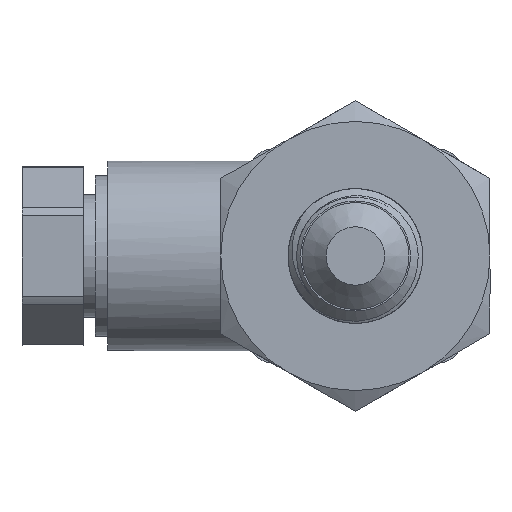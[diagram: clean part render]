
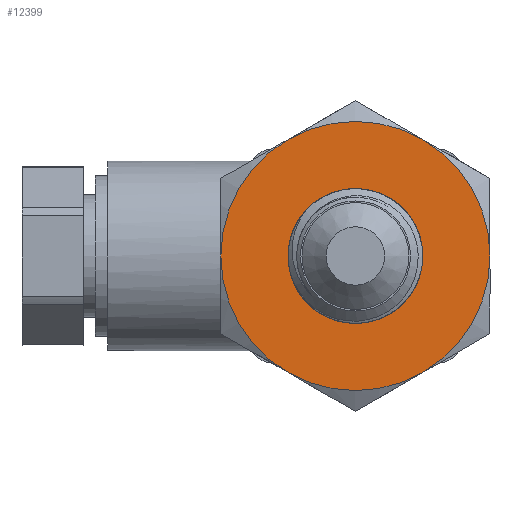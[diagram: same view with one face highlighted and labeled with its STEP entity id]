
A CAD part, left-side view. The second image highlights one B-rep face of the part: STEP entity #12399.
In plain terms, the highlighted planar face has unit normal (-1, 0, 0).
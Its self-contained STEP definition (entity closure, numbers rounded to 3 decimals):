
#452=FACE_BOUND('',#1753,.T.);
#510=PLANE('',#12946);
#1015=FACE_OUTER_BOUND('',#1752,.T.);
#1752=EDGE_LOOP('',(#9885,#9886,#9887,#9888,#9889,#9890));
#1753=EDGE_LOOP('',(#9891));
#2189=CIRCLE('',#12905,11.);
#2190=CIRCLE('',#12907,11.);
#2191=CIRCLE('',#12909,11.);
#2192=CIRCLE('',#12911,11.);
#2193=CIRCLE('',#12913,11.);
#2194=CIRCLE('',#12915,11.);
#2205=CIRCLE('',#12945,5.5);
#5470=VERTEX_POINT('',#24631);
#5471=VERTEX_POINT('',#24635);
#5473=VERTEX_POINT('',#24642);
#5475=VERTEX_POINT('',#24652);
#5477=VERTEX_POINT('',#24665);
#5479=VERTEX_POINT('',#24675);
#5496=VERTEX_POINT('',#25315);
#7022=EDGE_CURVE('',#5470,#5471,#2189,.T.);
#7025=EDGE_CURVE('',#5473,#5470,#2190,.T.);
#7028=EDGE_CURVE('',#5475,#5473,#2191,.T.);
#7030=EDGE_CURVE('',#5477,#5475,#2192,.T.);
#7033=EDGE_CURVE('',#5479,#5477,#2193,.T.);
#7036=EDGE_CURVE('',#5471,#5479,#2194,.T.);
#7073=EDGE_CURVE('',#5496,#5496,#2205,.T.);
#9885=ORIENTED_EDGE('',*,*,#7036,.T.);
#9886=ORIENTED_EDGE('',*,*,#7033,.T.);
#9887=ORIENTED_EDGE('',*,*,#7030,.T.);
#9888=ORIENTED_EDGE('',*,*,#7028,.T.);
#9889=ORIENTED_EDGE('',*,*,#7025,.T.);
#9890=ORIENTED_EDGE('',*,*,#7022,.T.);
#9891=ORIENTED_EDGE('',*,*,#7073,.T.);
#12399=ADVANCED_FACE('',(#1015,#452),#510,.T.);
#12905=AXIS2_PLACEMENT_3D('',#24639,#13855,#13856);
#12907=AXIS2_PLACEMENT_3D('',#24649,#13859,#13860);
#12909=AXIS2_PLACEMENT_3D('',#24659,#13863,#13864);
#12911=AXIS2_PLACEMENT_3D('',#24666,#13867,#13868);
#12913=AXIS2_PLACEMENT_3D('',#24676,#13871,#13872);
#12915=AXIS2_PLACEMENT_3D('',#24685,#13875,#13876);
#12945=AXIS2_PLACEMENT_3D('',#25317,#13944,#13945);
#12946=AXIS2_PLACEMENT_3D('',#25318,#13946,#13947);
#13855=DIRECTION('center_axis',(-1.,0.,0.));
#13856=DIRECTION('ref_axis',(0.,1.,0.));
#13859=DIRECTION('center_axis',(-1.,0.,0.));
#13860=DIRECTION('ref_axis',(0.,1.,0.));
#13863=DIRECTION('center_axis',(-1.,0.,0.));
#13864=DIRECTION('ref_axis',(0.,1.,0.));
#13867=DIRECTION('center_axis',(-1.,0.,0.));
#13868=DIRECTION('ref_axis',(0.,1.,0.));
#13871=DIRECTION('center_axis',(-1.,0.,0.));
#13872=DIRECTION('ref_axis',(0.,1.,0.));
#13875=DIRECTION('center_axis',(-1.,0.,0.));
#13876=DIRECTION('ref_axis',(0.,1.,0.));
#13944=DIRECTION('center_axis',(1.,0.,0.));
#13945=DIRECTION('ref_axis',(0.,0.,-1.));
#13946=DIRECTION('center_axis',(-1.,0.,0.));
#13947=DIRECTION('ref_axis',(0.,0.,1.));
#24631=CARTESIAN_POINT('',(-36.7,11.,0.));
#24635=CARTESIAN_POINT('',(-36.7,5.5,-9.526));
#24639=CARTESIAN_POINT('Origin',(-36.7,0.,0.));
#24642=CARTESIAN_POINT('',(-36.7,5.5,9.526));
#24649=CARTESIAN_POINT('Origin',(-36.7,0.,0.));
#24652=CARTESIAN_POINT('',(-36.7,-5.5,9.526));
#24659=CARTESIAN_POINT('Origin',(-36.7,0.,0.));
#24665=CARTESIAN_POINT('',(-36.7,-11.,0.));
#24666=CARTESIAN_POINT('Origin',(-36.7,0.,0.));
#24675=CARTESIAN_POINT('',(-36.7,-5.5,-9.526));
#24676=CARTESIAN_POINT('Origin',(-36.7,0.,0.));
#24685=CARTESIAN_POINT('Origin',(-36.7,0.,0.));
#25315=CARTESIAN_POINT('',(-36.7,0.,5.5));
#25317=CARTESIAN_POINT('Origin',(-36.7,0.,0.));
#25318=CARTESIAN_POINT('Origin',(-36.7,11.,0.));
